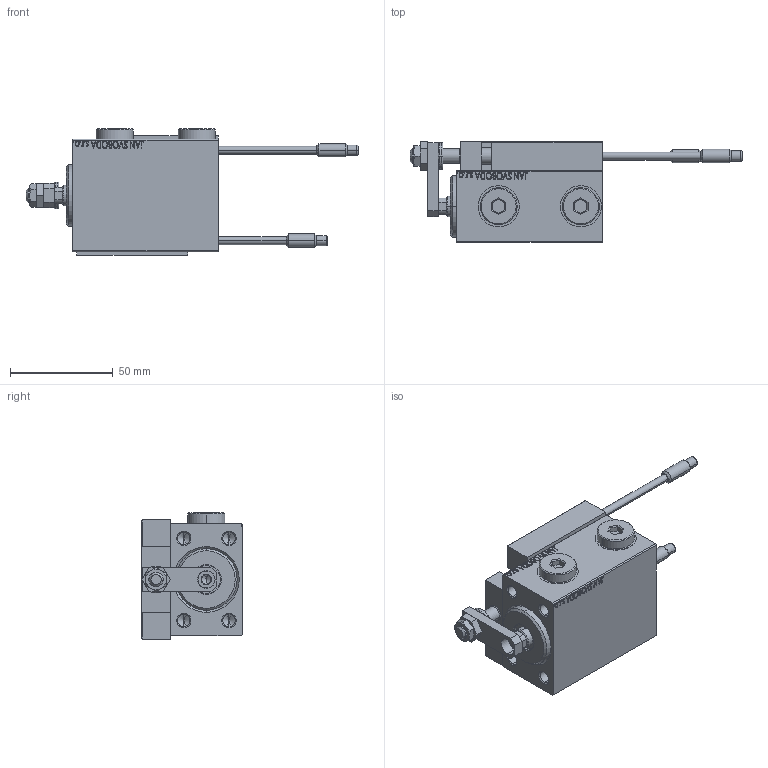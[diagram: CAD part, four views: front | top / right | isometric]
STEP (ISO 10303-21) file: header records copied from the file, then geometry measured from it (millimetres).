
FILE_DESCRIPTION (( 'STEP AP203' ), '1' );
FILE_NAME ('d7be.STEP', '2024-02-12T02:49:58', ( '' ), ( '' ), 'SwSTEP 2.0', 'SolidWorks 2019', '' );
FILE_SCHEMA (( 'CONFIG_CONTROL_DESIGN' ));
Length unit declared in the file: millimetre
Products named in the file (17): ZARAZKA 2daa3b125e0796d95f87b358038d9463; Block 2daa3b125e0796d95f87b358038d9463; V450CM_B_Body 2daa3b125e0796d95f87b358038d9463; TYC_L79 2daa3b125e0796d95f87b358038d9463; SWITCH DIM B,W 2daa3b125e0796d95f87b358038d9463; ALLEN BOLT D8 2daa3b125e0796d95f87b358038d9463; MAGNET 2daa3b125e0796d95f87b358038d9463; V450CM_VC_B 2daa3b125e0796d95f87b358038d9463; ALLEN BOLT D5 2daa3b125e0796d95f87b358038d9463; KONCOVKA_Y 2daa3b125e0796d95f87b358038d9463; d7be; SWITCH_X_FRONT_BACK 2daa3b125e0796d95f87b358038d9463; Zatka_OIL_PORT 2daa3b125e0796d95f87b358038d9463; V450CM_B_VCP 2daa3b125e0796d95f87b358038d9463; NUT_D10 2daa3b125e0796d95f87b358038d9463; SWITCH X 2daa3b125e0796d95f87b358038d9463; NUT_D12 2daa3b125e0796d95f87b358038d9463
Assembly tree (27 placements, depth 3):
  d7be
    V450CM_B_Body 2daa3b125e0796d95f87b358038d9463
    V450CM_B_VCP 2daa3b125e0796d95f87b358038d9463
    SWITCH X 2daa3b125e0796d95f87b358038d9463
      SWITCH_X_FRONT_BACK 2daa3b125e0796d95f87b358038d9463  x2
      TYC_L79 2daa3b125e0796d95f87b358038d9463
      Block 2daa3b125e0796d95f87b358038d9463  x2
      ALLEN BOLT D5 2daa3b125e0796d95f87b358038d9463  x4
      ALLEN BOLT D8 2daa3b125e0796d95f87b358038d9463  x4
      MAGNET 2daa3b125e0796d95f87b358038d9463  x2
      KONCOVKA_Y 2daa3b125e0796d95f87b358038d9463  x2
    NUT_D10 2daa3b125e0796d95f87b358038d9463
    NUT_D12 2daa3b125e0796d95f87b358038d9463
    SWITCH DIM B,W 2daa3b125e0796d95f87b358038d9463
    ZARAZKA 2daa3b125e0796d95f87b358038d9463
    V450CM_VC_B 2daa3b125e0796d95f87b358038d9463
    Zatka_OIL_PORT 2daa3b125e0796d95f87b358038d9463  x2
Bounding box: 161.7 x 49 x 61.4 mm (x, y, z)
Volume: 171723.9 mm3; surface area: 54546.2 mm2
Topology: 26 solids, 26 shells, 1394 faces, 3316 edges, 2094 vertices
Faces by surface type: plane 597, bspline 380, cylinder 208, cone 157, torus 48, sphere 4
Entity records: 52746 total; most frequent: CARTESIAN_POINT 26508, ORIENTED_EDGE 5496, DIRECTION 3837, EDGE_CURVE 2748, VERTEX_POINT 1782, LINE 1583, VECTOR 1583, EDGE_LOOP 1278
